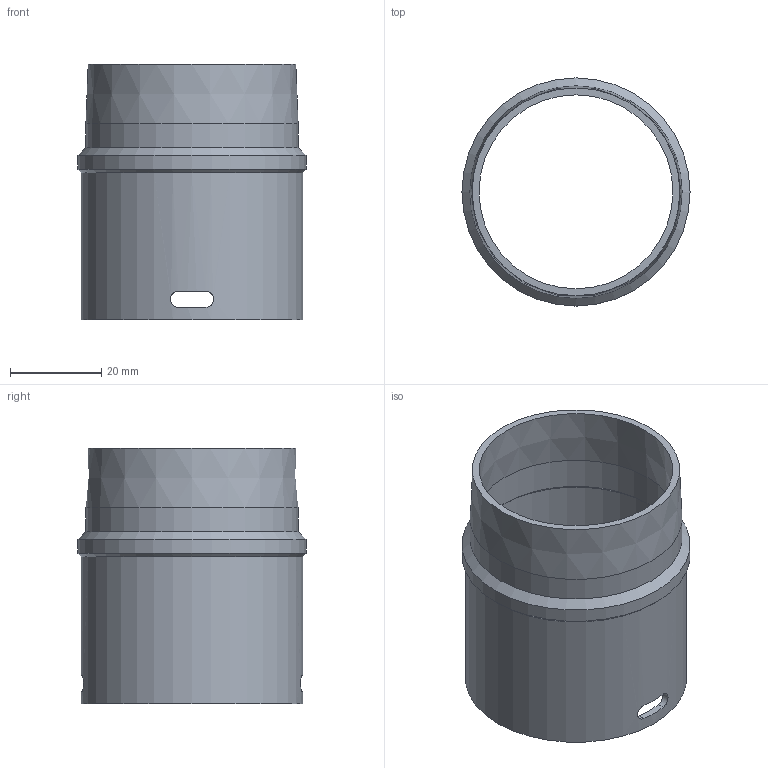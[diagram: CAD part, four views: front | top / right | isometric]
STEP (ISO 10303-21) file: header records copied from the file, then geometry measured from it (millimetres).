
FILE_DESCRIPTION(/* description */ (''),/* implementation_level */ '2;1');
FILE_NAME(/* name */ 'Cyclone Cyclone to Saw Hose Adapter v6.stp',/* time_stamp */ '2022-09-22T11:49:24+02:00',/* author */ (''),/* organization */ (''),/* preprocessor_version */ 'ST-DEVELOPER v19',/* originating_system */ 'Autodesk Translation Framework v11.7.0.108',/* authorisation */ '');
FILE_SCHEMA (('AUTOMOTIVE_DESIGN { 1 0 10303 214 3 1 1 }'));
Length unit declared in the file: millimetre
Products named in the file (1): Cyclone - Cyclone to Saw Hose Adapter
Bounding box: 50 x 50 x 56 mm (x, y, z)
Volume: 12290.2 mm3; surface area: 16871.3 mm2
Topology: 1 solids, 1 shells, 20 faces, 58 edges, 40 vertices
Faces by surface type: cylinder 9, plane 6, cone 5
Full cylindrical faces by diameter (mm): 44 x1, 45.5 x1, 46.5 x1, 48.5 x1, 50 x1
Entity records: 835 total; most frequent: CARTESIAN_POINT 263, ORIENTED_EDGE 116, DIRECTION 108, EDGE_CURVE 58, AXIS2_PLACEMENT_3D 45, VERTEX_POINT 40, EDGE_LOOP 26, CIRCLE 24
